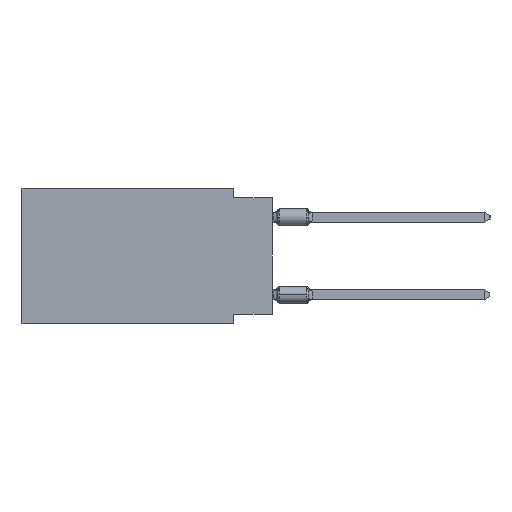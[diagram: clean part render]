
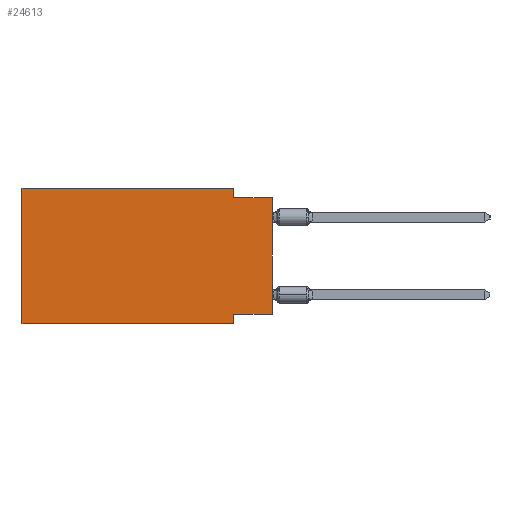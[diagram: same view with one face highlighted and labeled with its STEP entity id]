
A CAD part, left-side view. The second image highlights one B-rep face of the part: STEP entity #24613.
In plain terms, the highlighted planar face has unit normal (-1, 0, 0).
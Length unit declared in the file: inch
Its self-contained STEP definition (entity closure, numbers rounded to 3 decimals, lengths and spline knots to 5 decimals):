
#697 = VERTEX_POINT ( 'NONE', #18217 ) ;
#835 = LINE ( 'NONE', #24372, #7264 ) ;
#1186 = VERTEX_POINT ( 'NONE', #15975 ) ;
#1380 = CARTESIAN_POINT ( 'NONE',  ( 0., 0., -0.325 ) ) ;
#1973 = DIRECTION ( 'NONE',  ( 0., 0., -1. ) ) ;
#3065 = DIRECTION ( 'NONE',  ( 0., 0., -1. ) ) ;
#3723 = VERTEX_POINT ( 'NONE', #6783 ) ;
#3768 = ORIENTED_EDGE ( 'NONE', *, *, #22160, .F. ) ;
#3952 = VERTEX_POINT ( 'NONE', #24756 ) ;
#5245 = ORIENTED_EDGE ( 'NONE', *, *, #19644, .F. ) ;
#5928 = VERTEX_POINT ( 'NONE', #8250 ) ;
#6022 = DIRECTION ( 'NONE',  ( 0., 0., 1. ) ) ;
#6349 = VECTOR ( 'NONE', #18036, 39.37008 ) ;
#6712 = LINE ( 'NONE', #15950, #25644 ) ;
#6783 = CARTESIAN_POINT ( 'NONE',  ( 0., 0.645, 0. ) ) ;
#7264 = VECTOR ( 'NONE', #29090, 39.37008 ) ;
#7423 = LINE ( 'NONE', #16957, #23828 ) ;
#7536 = VECTOR ( 'NONE', #27357, 39.37008 ) ;
#8205 = ORIENTED_EDGE ( 'NONE', *, *, #11887, .F. ) ;
#8237 = CARTESIAN_POINT ( 'NONE',  ( 0., 0.1, -0.35 ) ) ;
#8240 = EDGE_CURVE ( 'NONE', #697, #30679, #6712, .T. ) ;
#8250 = CARTESIAN_POINT ( 'NONE',  ( 0., 0., -0.025 ) ) ;
#8384 = LINE ( 'NONE', #12768, #8876 ) ;
#8876 = VECTOR ( 'NONE', #6022, 39.37008 ) ;
#9683 = CARTESIAN_POINT ( 'NONE',  ( 0., 0.1, 0. ) ) ;
#10249 = CARTESIAN_POINT ( 'NONE',  ( 0., 0.1, -0.35 ) ) ;
#11089 = VERTEX_POINT ( 'NONE', #1380 ) ;
#11163 = ORIENTED_EDGE ( 'NONE', *, *, #23323, .F. ) ;
#11887 = EDGE_CURVE ( 'NONE', #3952, #30679, #29704, .T. ) ;
#11989 = EDGE_CURVE ( 'NONE', #1186, #26773, #16885, .T. ) ;
#12768 = CARTESIAN_POINT ( 'NONE',  ( 0., 0.645, 0. ) ) ;
#13095 = CARTESIAN_POINT ( 'NONE',  ( 0., 0.645, 0. ) ) ;
#15950 = CARTESIAN_POINT ( 'NONE',  ( 0., 0.645, -0.35 ) ) ;
#15975 = CARTESIAN_POINT ( 'NONE',  ( 0., 0.1, 0. ) ) ;
#16080 = DIRECTION ( 'NONE',  ( 0., 0., 1. ) ) ;
#16262 = DIRECTION ( 'NONE',  ( 0., -1., 0. ) ) ;
#16885 = LINE ( 'NONE', #9683, #19039 ) ;
#16957 = CARTESIAN_POINT ( 'NONE',  ( 0., 0.645, 0. ) ) ;
#17583 = DIRECTION ( 'NONE',  ( 0., -1., 0. ) ) ;
#17968 = FACE_OUTER_BOUND ( 'NONE', #30017, .T. ) ;
#18034 = ORIENTED_EDGE ( 'NONE', *, *, #20168, .T. ) ;
#18036 = DIRECTION ( 'NONE',  ( 0., 1., 0. ) ) ;
#18217 = CARTESIAN_POINT ( 'NONE',  ( 0., 0.645, -0.35 ) ) ;
#18593 = LINE ( 'NONE', #20648, #20766 ) ;
#19039 = VECTOR ( 'NONE', #1973, 39.37008 ) ;
#19644 = EDGE_CURVE ( 'NONE', #26773, #5928, #835, .T. ) ;
#20161 = PLANE ( 'NONE',  #30899 ) ;
#20168 = EDGE_CURVE ( 'NONE', #11089, #5928, #18593, .T. ) ;
#20648 = CARTESIAN_POINT ( 'NONE',  ( 0., 0., 0. ) ) ;
#20766 = VECTOR ( 'NONE', #16080, 39.37008 ) ;
#21846 = CARTESIAN_POINT ( 'NONE',  ( 0., 0.1, -0.025 ) ) ;
#22160 = EDGE_CURVE ( 'NONE', #11089, #3952, #25089, .T. ) ;
#22213 = ORIENTED_EDGE ( 'NONE', *, *, #8240, .T. ) ;
#22659 = DIRECTION ( 'NONE',  ( 1., 0., 0. ) ) ;
#22731 = CARTESIAN_POINT ( 'NONE',  ( 0., 0., -0.325 ) ) ;
#23323 = EDGE_CURVE ( 'NONE', #3723, #1186, #7423, .T. ) ;
#23828 = VECTOR ( 'NONE', #17583, 39.37008 ) ;
#24372 = CARTESIAN_POINT ( 'NONE',  ( 0., 0., -0.025 ) ) ;
#24613 = ADVANCED_FACE ( 'NONE', ( #17968 ), #20161, .F. ) ;
#24756 = CARTESIAN_POINT ( 'NONE',  ( 0., 0.1, -0.325 ) ) ;
#24998 = EDGE_CURVE ( 'NONE', #697, #3723, #8384, .T. ) ;
#25089 = LINE ( 'NONE', #22731, #6349 ) ;
#25644 = VECTOR ( 'NONE', #16262, 39.37008 ) ;
#26773 = VERTEX_POINT ( 'NONE', #21846 ) ;
#26863 = ORIENTED_EDGE ( 'NONE', *, *, #24998, .F. ) ;
#27357 = DIRECTION ( 'NONE',  ( 0., 0., -1. ) ) ;
#29090 = DIRECTION ( 'NONE',  ( 0., -1., 0. ) ) ;
#29704 = LINE ( 'NONE', #8237, #7536 ) ;
#30017 = EDGE_LOOP ( 'NONE', ( #18034, #5245, #30341, #11163, #26863, #22213, #8205, #3768 ) ) ;
#30341 = ORIENTED_EDGE ( 'NONE', *, *, #11989, .F. ) ;
#30679 = VERTEX_POINT ( 'NONE', #10249 ) ;
#30899 = AXIS2_PLACEMENT_3D ( 'NONE', #13095, #22659, #3065 ) ;
